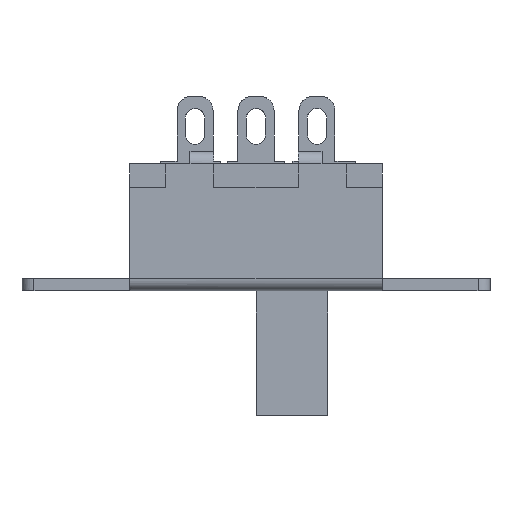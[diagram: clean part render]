
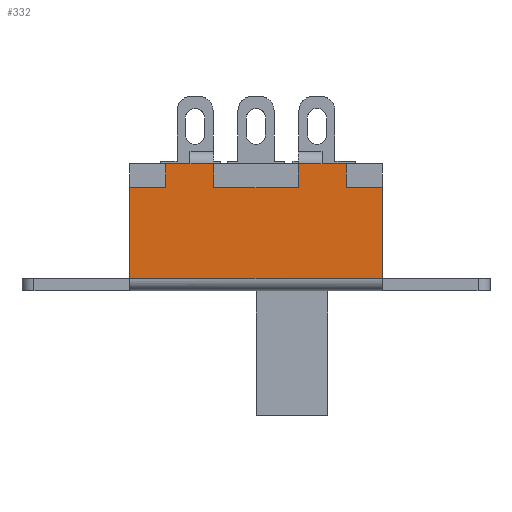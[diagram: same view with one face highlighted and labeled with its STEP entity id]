
A CAD part, front view. The second image highlights one B-rep face of the part: STEP entity #332.
In plain terms, the highlighted free-form (B-spline) face has degree [1, 1] with [2, 2] control points.
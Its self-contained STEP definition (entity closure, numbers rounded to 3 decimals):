
#262 = VERTEX_POINT('',#263);
#263 = CARTESIAN_POINT('',(3.87,0.,3.73));
#279 = VERTEX_POINT('',#280);
#280 = CARTESIAN_POINT('',(2.463,0.,3.73));
#286 = EDGE_CURVE('',#279,#262,#287,.T.);
#287 = B_SPLINE_CURVE_WITH_KNOTS('',1,(#288,#289),.UNSPECIFIED.,.F.,.F.,
  (2,2),(0.625,1.625),.PIECEWISE_BEZIER_KNOTS.);
#288 = CARTESIAN_POINT('',(2.463,0.,3.73));
#289 = CARTESIAN_POINT('',(3.87,0.,3.73));
#332 = ADVANCED_FACE('',(#333),#425,.F.);
#333 = FACE_BOUND('',#334,.T.);
#334 = EDGE_LOOP('',(#335,#336,#343,#350,#357,#364,#371,#378,#385,#392,
    #399,#406,#413,#420));
#335 = ORIENTED_EDGE('',*,*,#286,.F.);
#336 = ORIENTED_EDGE('',*,*,#337,.T.);
#337 = EDGE_CURVE('',#279,#338,#340,.T.);
#338 = VERTEX_POINT('',#339);
#339 = CARTESIAN_POINT('',(2.463,0.,2.322));
#340 = B_SPLINE_CURVE_WITH_KNOTS('',1,(#341,#342),.UNSPECIFIED.,.F.,.F.,
  (2,2),(-1.325,-0.325),.PIECEWISE_BEZIER_KNOTS.);
#341 = CARTESIAN_POINT('',(2.463,0.,3.73));
#342 = CARTESIAN_POINT('',(2.463,0.,2.322));
#343 = ORIENTED_EDGE('',*,*,#344,.T.);
#344 = EDGE_CURVE('',#338,#345,#347,.T.);
#345 = VERTEX_POINT('',#346);
#346 = CARTESIAN_POINT('',(-2.463,0.,2.322));
#347 = B_SPLINE_CURVE_WITH_KNOTS('',1,(#348,#349),.UNSPECIFIED.,.F.,.F.,
  (2,2),(-0.875,2.625),.PIECEWISE_BEZIER_KNOTS.);
#348 = CARTESIAN_POINT('',(2.463,0.,2.322));
#349 = CARTESIAN_POINT('',(-2.463,0.,2.322));
#350 = ORIENTED_EDGE('',*,*,#351,.T.);
#351 = EDGE_CURVE('',#345,#352,#354,.T.);
#352 = VERTEX_POINT('',#353);
#353 = CARTESIAN_POINT('',(-2.463,0.,3.73));
#354 = B_SPLINE_CURVE_WITH_KNOTS('',1,(#355,#356),.UNSPECIFIED.,.F.,.F.,
  (2,2),(0.825,1.825),.PIECEWISE_BEZIER_KNOTS.);
#355 = CARTESIAN_POINT('',(-2.463,0.,2.322));
#356 = CARTESIAN_POINT('',(-2.463,0.,3.73));
#357 = ORIENTED_EDGE('',*,*,#358,.F.);
#358 = EDGE_CURVE('',#359,#352,#361,.T.);
#359 = VERTEX_POINT('',#360);
#360 = CARTESIAN_POINT('',(-3.87,0.,3.73));
#361 = B_SPLINE_CURVE_WITH_KNOTS('',1,(#362,#363),.UNSPECIFIED.,.F.,.F.,
  (2,2),(-1.625,-0.625),.PIECEWISE_BEZIER_KNOTS.);
#362 = CARTESIAN_POINT('',(-3.87,0.,3.73));
#363 = CARTESIAN_POINT('',(-2.463,0.,3.73));
#364 = ORIENTED_EDGE('',*,*,#365,.F.);
#365 = EDGE_CURVE('',#366,#359,#368,.T.);
#366 = VERTEX_POINT('',#367);
#367 = CARTESIAN_POINT('',(-5.278,0.,3.73));
#368 = B_SPLINE_CURVE_WITH_KNOTS('',1,(#369,#370),.UNSPECIFIED.,.F.,.F.,
  (2,2),(1.5,2.5),.PIECEWISE_BEZIER_KNOTS.);
#369 = CARTESIAN_POINT('',(-5.278,0.,3.73));
#370 = CARTESIAN_POINT('',(-3.87,0.,3.73));
#371 = ORIENTED_EDGE('',*,*,#372,.T.);
#372 = EDGE_CURVE('',#366,#373,#375,.T.);
#373 = VERTEX_POINT('',#374);
#374 = CARTESIAN_POINT('',(-5.278,0.,2.322));
#375 = B_SPLINE_CURVE_WITH_KNOTS('',1,(#376,#377),.UNSPECIFIED.,.F.,.F.,
  (2,2),(-1.325,-0.325),.PIECEWISE_BEZIER_KNOTS.);
#376 = CARTESIAN_POINT('',(-5.278,0.,3.73));
#377 = CARTESIAN_POINT('',(-5.278,0.,2.322));
#378 = ORIENTED_EDGE('',*,*,#379,.T.);
#379 = EDGE_CURVE('',#373,#380,#382,.T.);
#380 = VERTEX_POINT('',#381);
#381 = CARTESIAN_POINT('',(-7.389,0.,2.322));
#382 = B_SPLINE_CURVE_WITH_KNOTS('',1,(#383,#384),.UNSPECIFIED.,.F.,.F.,
  (2,2),(1.875,3.375),.PIECEWISE_BEZIER_KNOTS.);
#383 = CARTESIAN_POINT('',(-5.278,0.,2.322));
#384 = CARTESIAN_POINT('',(-7.389,0.,2.322));
#385 = ORIENTED_EDGE('',*,*,#386,.T.);
#386 = EDGE_CURVE('',#380,#387,#389,.T.);
#387 = VERTEX_POINT('',#388);
#388 = CARTESIAN_POINT('',(-7.389,0.,-3.026));
#389 = B_SPLINE_CURVE_WITH_KNOTS('',1,(#390,#391),.UNSPECIFIED.,.F.,.F.,
  (2,2),(-2.725,1.075),.PIECEWISE_BEZIER_KNOTS.);
#390 = CARTESIAN_POINT('',(-7.389,0.,2.322));
#391 = CARTESIAN_POINT('',(-7.389,0.,-3.026));
#392 = ORIENTED_EDGE('',*,*,#393,.F.);
#393 = EDGE_CURVE('',#394,#387,#396,.T.);
#394 = VERTEX_POINT('',#395);
#395 = CARTESIAN_POINT('',(7.389,0.,-3.026));
#396 = B_SPLINE_CURVE_WITH_KNOTS('',1,(#397,#398),.UNSPECIFIED.,.F.,.F.,
  (2,2),(-0.375,10.125),.PIECEWISE_BEZIER_KNOTS.);
#397 = CARTESIAN_POINT('',(7.389,0.,-3.026));
#398 = CARTESIAN_POINT('',(-7.389,0.,-3.026));
#399 = ORIENTED_EDGE('',*,*,#400,.F.);
#400 = EDGE_CURVE('',#401,#394,#403,.T.);
#401 = VERTEX_POINT('',#402);
#402 = CARTESIAN_POINT('',(7.389,0.,2.322));
#403 = B_SPLINE_CURVE_WITH_KNOTS('',1,(#404,#405),.UNSPECIFIED.,.F.,.F.,
  (2,2),(1.,4.8),.PIECEWISE_BEZIER_KNOTS.);
#404 = CARTESIAN_POINT('',(7.389,0.,2.322));
#405 = CARTESIAN_POINT('',(7.389,0.,-3.026));
#406 = ORIENTED_EDGE('',*,*,#407,.T.);
#407 = EDGE_CURVE('',#401,#408,#410,.T.);
#408 = VERTEX_POINT('',#409);
#409 = CARTESIAN_POINT('',(5.278,0.,2.322));
#410 = B_SPLINE_CURVE_WITH_KNOTS('',1,(#411,#412),.UNSPECIFIED.,.F.,.F.,
  (2,2),(-2.625,-1.125),.PIECEWISE_BEZIER_KNOTS.);
#411 = CARTESIAN_POINT('',(7.389,0.,2.322));
#412 = CARTESIAN_POINT('',(5.278,0.,2.322));
#413 = ORIENTED_EDGE('',*,*,#414,.T.);
#414 = EDGE_CURVE('',#408,#415,#417,.T.);
#415 = VERTEX_POINT('',#416);
#416 = CARTESIAN_POINT('',(5.278,0.,3.73));
#417 = B_SPLINE_CURVE_WITH_KNOTS('',1,(#418,#419),.UNSPECIFIED.,.F.,.F.,
  (2,2),(0.825,1.825),.PIECEWISE_BEZIER_KNOTS.);
#418 = CARTESIAN_POINT('',(5.278,0.,2.322));
#419 = CARTESIAN_POINT('',(5.278,0.,3.73));
#420 = ORIENTED_EDGE('',*,*,#421,.F.);
#421 = EDGE_CURVE('',#262,#415,#422,.T.);
#422 = B_SPLINE_CURVE_WITH_KNOTS('',1,(#423,#424),.UNSPECIFIED.,.F.,.F.,
  (2,2),(8.,9.),.PIECEWISE_BEZIER_KNOTS.);
#423 = CARTESIAN_POINT('',(3.87,0.,3.73));
#424 = CARTESIAN_POINT('',(5.278,0.,3.73));
#425 = B_SPLINE_SURFACE_WITH_KNOTS('',1,1,(
    (#426,#427)
    ,(#428,#429
    )),.UNSPECIFIED.,.F.,.F.,.F.,(2,2),(2,2),(-5.25,5.25),(-2.65,2.15),
  .PIECEWISE_BEZIER_KNOTS.);
#426 = CARTESIAN_POINT('',(-7.389,0.,3.73));
#427 = CARTESIAN_POINT('',(-7.389,0.,-3.026));
#428 = CARTESIAN_POINT('',(7.389,0.,3.73));
#429 = CARTESIAN_POINT('',(7.389,0.,-3.026));
